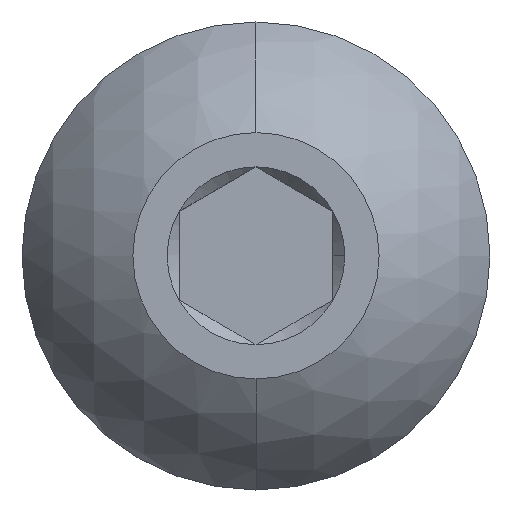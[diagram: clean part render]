
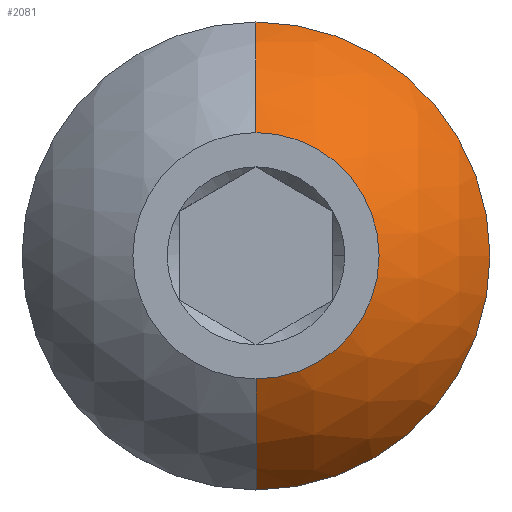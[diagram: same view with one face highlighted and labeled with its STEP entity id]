
A CAD part, top view. The second image highlights one B-rep face of the part: STEP entity #2081.
In plain terms, the highlighted spherical face has radius 4.229 mm.
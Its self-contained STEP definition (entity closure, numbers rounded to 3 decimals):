
#132 = EDGE_CURVE ( 'NONE', #5762, #5950, #4848, .T. ) ;
#291 = DIRECTION ( 'NONE',  ( 0., 0., 1. ) ) ;
#374 = AXIS2_PLACEMENT_3D ( 'NONE', #4225, #3283, #3717 ) ;
#513 = EDGE_CURVE ( 'NONE', #5950, #5135, #6259, .T. ) ;
#729 = EDGE_CURVE ( 'NONE', #5219, #3951, #2692, .T. ) ;
#813 = EDGE_CURVE ( 'NONE', #5762, #5219, #2303, .T. ) ;
#847 = CARTESIAN_POINT ( 'NONE',  ( 0., 0., -1.87 ) ) ;
#1287 = ORIENTED_EDGE ( 'NONE', *, *, #729, .F. ) ;
#1714 = DIRECTION ( 'NONE',  ( 1., 0., 0. ) ) ;
#1796 = DIRECTION ( 'NONE',  ( 0., -1., 0. ) ) ;
#1867 = DIRECTION ( 'NONE',  ( 1., 0., 0. ) ) ;
#2081 = ADVANCED_FACE ( 'NONE', ( #2134 ), #4753, .T. ) ;
#2134 = FACE_OUTER_BOUND ( 'NONE', #2699, .T. ) ;
#2232 = CARTESIAN_POINT ( 'NONE',  ( 3.8, 0., -1.87 ) ) ;
#2303 = CIRCLE ( 'NONE', #2474, 4.229 ) ;
#2474 = AXIS2_PLACEMENT_3D ( 'NONE', #2865, #4862, #4838 ) ;
#2648 = CARTESIAN_POINT ( 'NONE',  ( 0., -2., 0. ) ) ;
#2692 = CIRCLE ( 'NONE', #4503, 2. ) ;
#2699 = EDGE_LOOP ( 'NONE', ( #3409, #3815, #3573, #1287, #3596 ) ) ;
#2865 = CARTESIAN_POINT ( 'NONE',  ( 0., 0., -3.726 ) ) ;
#3283 = DIRECTION ( 'NONE',  ( 0., 0., 1. ) ) ;
#3337 = CARTESIAN_POINT ( 'NONE',  ( 0., 0., -3.726 ) ) ;
#3409 = ORIENTED_EDGE ( 'NONE', *, *, #132, .T. ) ;
#3573 = ORIENTED_EDGE ( 'NONE', *, *, #3640, .T. ) ;
#3596 = ORIENTED_EDGE ( 'NONE', *, *, #813, .F. ) ;
#3640 = EDGE_CURVE ( 'NONE', #5135, #3951, #4031, .T. ) ;
#3717 = DIRECTION ( 'NONE',  ( 1., 0., 0. ) ) ;
#3815 = ORIENTED_EDGE ( 'NONE', *, *, #513, .T. ) ;
#3843 = DIRECTION ( 'NONE',  ( 0., 0., 1. ) ) ;
#3922 = AXIS2_PLACEMENT_3D ( 'NONE', #3337, #6422, #1796 ) ;
#3951 = VERTEX_POINT ( 'NONE', #4918 ) ;
#4031 = CIRCLE ( 'NONE', #4304, 4.229 ) ;
#4225 = CARTESIAN_POINT ( 'NONE',  ( 0., 0., -1.87 ) ) ;
#4304 = AXIS2_PLACEMENT_3D ( 'NONE', #4310, #1714, #6346 ) ;
#4310 = CARTESIAN_POINT ( 'NONE',  ( 0., 0., -3.726 ) ) ;
#4378 = DIRECTION ( 'NONE',  ( 1., 0., 0. ) ) ;
#4503 = AXIS2_PLACEMENT_3D ( 'NONE', #6365, #3843, #1867 ) ;
#4697 = CARTESIAN_POINT ( 'NONE',  ( 0., -3.8, -1.87 ) ) ;
#4716 = CARTESIAN_POINT ( 'NONE',  ( 0., 3.8, -1.87 ) ) ;
#4753 = SPHERICAL_SURFACE ( 'NONE', #3922, 4.229 ) ;
#4838 = DIRECTION ( 'NONE',  ( 0., -1., 0. ) ) ;
#4848 = CIRCLE ( 'NONE', #6349, 3.8 ) ;
#4862 = DIRECTION ( 'NONE',  ( -1., 0., 0. ) ) ;
#4918 = CARTESIAN_POINT ( 'NONE',  ( 0., 2., 0. ) ) ;
#5135 = VERTEX_POINT ( 'NONE', #4716 ) ;
#5219 = VERTEX_POINT ( 'NONE', #2648 ) ;
#5762 = VERTEX_POINT ( 'NONE', #4697 ) ;
#5950 = VERTEX_POINT ( 'NONE', #2232 ) ;
#6259 = CIRCLE ( 'NONE', #374, 3.8 ) ;
#6346 = DIRECTION ( 'NONE',  ( 0., 1., 0. ) ) ;
#6349 = AXIS2_PLACEMENT_3D ( 'NONE', #847, #291, #4378 ) ;
#6365 = CARTESIAN_POINT ( 'NONE',  ( 0., 0., 0. ) ) ;
#6422 = DIRECTION ( 'NONE',  ( 1., 0., 0. ) ) ;
